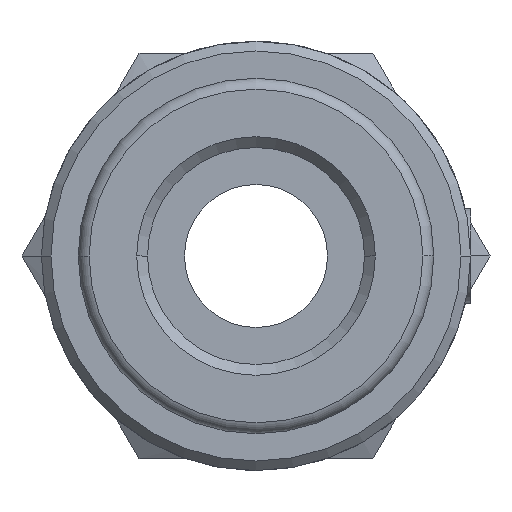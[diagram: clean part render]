
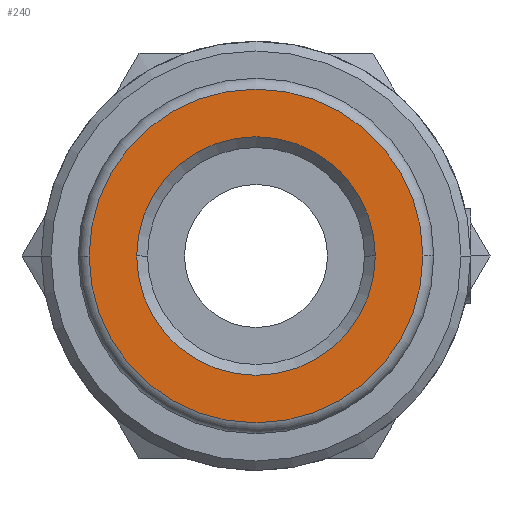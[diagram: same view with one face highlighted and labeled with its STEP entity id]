
A CAD part, front view. The second image highlights one B-rep face of the part: STEP entity #240.
In plain terms, the highlighted planar face has unit normal (0, -1, 0).
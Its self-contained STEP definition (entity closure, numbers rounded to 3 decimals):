
#240=ADVANCED_FACE('',(#501,#502),#503,.T.);
#501=FACE_BOUND('',#779,.T.);
#502=FACE_OUTER_BOUND('',#780,.T.);
#503=PLANE('',#781);
#779=EDGE_LOOP('',(#1399,#1400));
#780=EDGE_LOOP('',(#1401,#1402));
#781=AXIS2_PLACEMENT_3D('',#1403,#1404,#1405);
#1399=ORIENTED_EDGE('',*,*,#1656,.T.);
#1400=ORIENTED_EDGE('',*,*,#1624,.T.);
#1401=ORIENTED_EDGE('',*,*,#1815,.T.);
#1402=ORIENTED_EDGE('',*,*,#1689,.T.);
#1403=CARTESIAN_POINT('',(0.0,0.0,0.0));
#1404=DIRECTION('',(0.0,-1.0,0.0));
#1405=DIRECTION('',(-1.0,0.0,0.0));
#1624=EDGE_CURVE('',#1922,#1926,#1928,.T.);
#1656=EDGE_CURVE('',#1926,#1922,#1983,.T.);
#1689=EDGE_CURVE('',#2036,#2034,#2037,.T.);
#1815=EDGE_CURVE('',#2034,#2036,#2216,.T.);
#1922=VERTEX_POINT('',#2385);
#1926=VERTEX_POINT('',#2390);
#1928=CIRCLE('',#2393,5.005);
#1983=CIRCLE('',#2517,5.005);
#2034=VERTEX_POINT('',#2635);
#2036=VERTEX_POINT('',#2638);
#2037=CIRCLE('',#2639,7.0);
#2216=CIRCLE('',#3336,7.0);
#2385=CARTESIAN_POINT('',(5.005,0.0,0.));
#2390=CARTESIAN_POINT('',(-5.005,0.0,0.));
#2393=AXIS2_PLACEMENT_3D('',#3553,#3554,#3555);
#2517=AXIS2_PLACEMENT_3D('',#3601,#3602,#3603);
#2635=CARTESIAN_POINT('',(7.0,0.0,0.0));
#2638=CARTESIAN_POINT('',(-7.0,0.0,0.));
#2639=AXIS2_PLACEMENT_3D('',#3648,#3649,#3650);
#3336=AXIS2_PLACEMENT_3D('',#3778,#3779,#3780);
#3553=CARTESIAN_POINT('',(0.0,0.0,0.0));
#3554=DIRECTION('',(-0.0,1.0,0.0));
#3555=DIRECTION('',(1.0,0.0,0.0));
#3601=CARTESIAN_POINT('',(0.0,0.0,0.0));
#3602=DIRECTION('',(-0.0,1.0,0.0));
#3603=DIRECTION('',(1.0,0.0,0.0));
#3648=CARTESIAN_POINT('',(0.0,0.0,0.0));
#3649=DIRECTION('',(0.0,-1.0,0.0));
#3650=DIRECTION('',(1.0,0.0,0.0));
#3778=CARTESIAN_POINT('',(0.0,0.0,0.0));
#3779=DIRECTION('',(0.0,-1.0,0.0));
#3780=DIRECTION('',(1.0,0.0,0.0));
